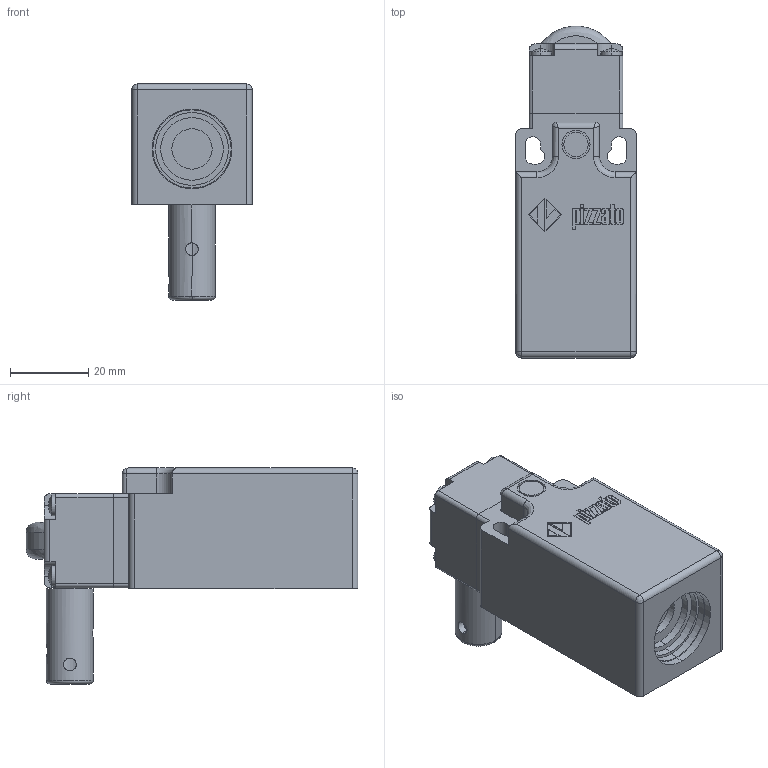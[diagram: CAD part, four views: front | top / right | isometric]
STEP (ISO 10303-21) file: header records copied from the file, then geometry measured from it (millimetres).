
FILE_DESCRIPTION(('STEP AP203'),'2;1');
FILE_NAME('20.020.00.stp','2011-03-07T09:15:54',(''),(''),'2009.3.110','THINKDESIGN','');
FILE_SCHEMA(('CONFIG_CONTROL_DESIGN'));
Length unit declared in the file: millimetre
Bounding box: 30.8 x 84.8 x 55.2 mm (x, y, z)
Volume: 64563.6 mm3; surface area: 16289.7 mm2
Topology: 3 solids, 3 shells, 438 faces, 1142 edges, 748 vertices
Faces by surface type: plane 249, cylinder 102, bspline 87
Entity records: 19961 total; most frequent: CARTESIAN_POINT 9513, ORIENTED_EDGE 2276, DIRECTION 1880, EDGE_CURVE 1138, VECTOR 778, LINE 778, VERTEX_POINT 748, AXIS2_PLACEMENT_3D 551
